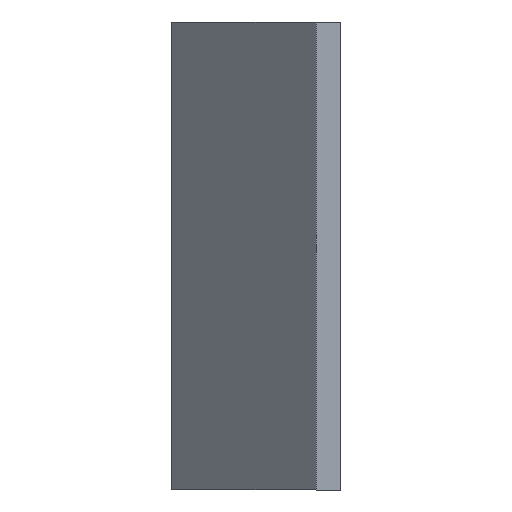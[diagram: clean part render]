
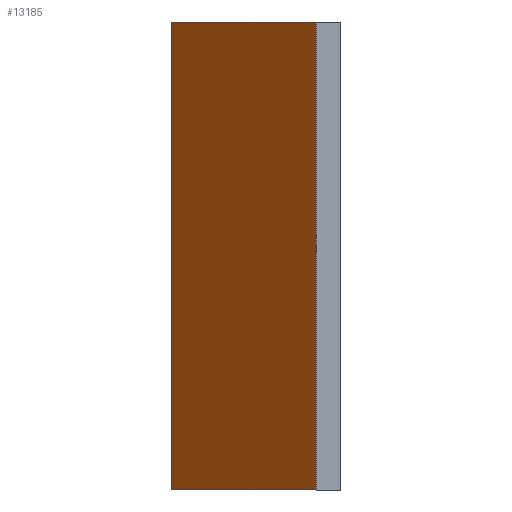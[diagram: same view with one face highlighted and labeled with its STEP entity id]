
A CAD part, front view. The second image highlights one B-rep face of the part: STEP entity #13185.
In plain terms, the highlighted planar face has unit normal (-0.707, -0.707, 0).
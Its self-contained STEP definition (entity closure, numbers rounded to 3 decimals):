
#2131=CARTESIAN_POINT('',(227.738,91.262,567.05));
#2132=VERTEX_POINT('',#2131);
#2141=CARTESIAN_POINT('',(227.738,91.262,470.05));
#2142=VERTEX_POINT('',#2141);
#2143=CARTESIAN_POINT('',(227.738,91.262,567.05));
#2144=DIRECTION('',(0.,0.,-1.));
#2145=VECTOR('',#2144,97.);
#2146=LINE('',#2143,#2145);
#2147=EDGE_CURVE('',#2132,#2142,#2146,.T.);
#5244=CARTESIAN_POINT('',(197.738,121.262,470.05));
#5245=VERTEX_POINT('',#5244);
#5252=CARTESIAN_POINT('',(197.738,121.262,567.05));
#5253=VERTEX_POINT('',#5252);
#5254=CARTESIAN_POINT('',(197.738,121.262,470.05));
#5255=DIRECTION('',(-0.,-0.,1.));
#5256=VECTOR('',#5255,97.);
#5257=LINE('',#5254,#5256);
#5258=EDGE_CURVE('',#5245,#5253,#5257,.T.);
#5282=CARTESIAN_POINT('',(227.738,91.262,470.05));
#5283=DIRECTION('',(-0.707,0.707,0.));
#5284=VECTOR('',#5283,42.426);
#5285=LINE('',#5282,#5284);
#5286=EDGE_CURVE('',#2142,#5245,#5285,.T.);
#5336=CARTESIAN_POINT('',(197.738,121.262,567.05));
#5337=DIRECTION('',(0.707,-0.707,-0.));
#5338=VECTOR('',#5337,42.426);
#5339=LINE('',#5336,#5338);
#5340=EDGE_CURVE('',#5253,#2132,#5339,.T.);
#13174=CARTESIAN_POINT('',(227.738,91.262,562.05));
#13175=DIRECTION('',(-0.707,-0.707,-0.));
#13176=DIRECTION('',(0.,-0.,1.));
#13177=AXIS2_PLACEMENT_3D('',#13174,#13175,#13176);
#13178=PLANE('',#13177);
#13179=ORIENTED_EDGE('',*,*,#5340,.F.);
#13180=ORIENTED_EDGE('',*,*,#5258,.F.);
#13181=ORIENTED_EDGE('',*,*,#5286,.F.);
#13182=ORIENTED_EDGE('',*,*,#2147,.F.);
#13183=EDGE_LOOP('',(#13179,#13180,#13181,#13182));
#13184=FACE_BOUND('',#13183,.T.);
#13185=ADVANCED_FACE('',(#13184),#13178,.T.);
